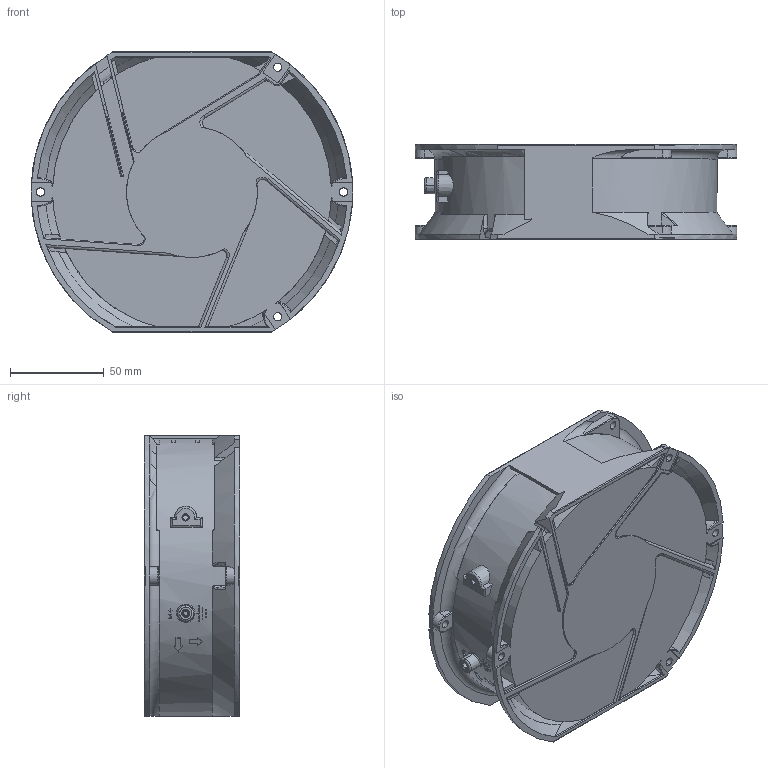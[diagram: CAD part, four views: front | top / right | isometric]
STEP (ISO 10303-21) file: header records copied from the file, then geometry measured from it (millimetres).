
FILE_DESCRIPTION((''),'2;1');
FILE_NAME('PRT0013','2022-12-23T13:56:26',('WILLIAM.QH.CHEN'),(''),'CREO PARAMETRIC BY PTC INC, 2020454','CREO PARAMETRIC BY PTC INC, 2020454','');
FILE_SCHEMA(('CONFIG_CONTROL_DESIGN'));
Length unit declared in the file: millimetre
Products named in the file (1): PRT0013
Bounding box: 172 x 50.8 x 150 mm (x, y, z)
Volume: 931710.4 mm3; surface area: 83692 mm2
Topology: 1 solids, 1 shells, 419 faces, 1182 edges, 774 vertices
Faces by surface type: plane 195, cylinder 128, torus 38, cone 32, bspline 18, extrusion 6, sphere 2
Entity records: 15796 total; most frequent: CARTESIAN_POINT 5165, ORIENTED_EDGE 2360, DIRECTION 2078, EDGE_CURVE 1180, AXIS2_PLACEMENT_3D 787, VERTEX_POINT 774, VECTOR 504, LINE 498
